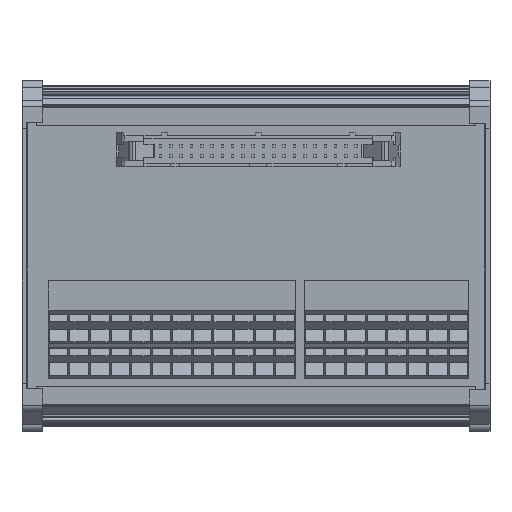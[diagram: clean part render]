
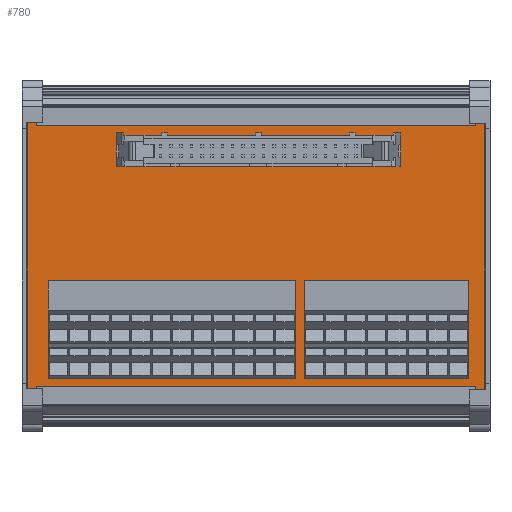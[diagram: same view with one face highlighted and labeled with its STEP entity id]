
A CAD part, top view. The second image highlights one B-rep face of the part: STEP entity #780.
In plain terms, the highlighted planar face has unit normal (0, 0, 1).
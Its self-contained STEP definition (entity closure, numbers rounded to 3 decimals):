
#585=AXIS2_PLACEMENT_3D('Plane Axis2P3D',#582,#583,#584) ;
#536=CARTESIAN_POINT('Vertex',(93.5,73.55,36.952)) ;
#562=CARTESIAN_POINT('Vertex',(93.5,65.25,36.952)) ;
#565=CARTESIAN_POINT('Line Origine',(93.5,69.4,36.952)) ;
#582=CARTESIAN_POINT('Axis2P3D Location',(1.25,9.3,36.952)) ;
#587=CARTESIAN_POINT('Line Origine',(1.25,43.2,36.952)) ;
#591=CARTESIAN_POINT('Vertex',(1.25,77.1,36.952)) ;
#593=CARTESIAN_POINT('Vertex',(1.25,9.3,36.952)) ;
#596=CARTESIAN_POINT('Line Origine',(57.75,9.3,36.952)) ;
#600=CARTESIAN_POINT('Vertex',(114.25,9.3,36.952)) ;
#603=CARTESIAN_POINT('Line Origine',(114.25,43.2,36.952)) ;
#607=CARTESIAN_POINT('Vertex',(114.25,77.1,36.952)) ;
#610=CARTESIAN_POINT('Line Origine',(57.75,77.1,36.952)) ;
#621=CARTESIAN_POINT('Line Origine',(24.065,73.55,36.952)) ;
#625=CARTESIAN_POINT('Vertex',(23.2,73.55,36.952)) ;
#627=CARTESIAN_POINT('Vertex',(24.93,73.55,36.952)) ;
#630=CARTESIAN_POINT('Line Origine',(24.93,73.25,36.952)) ;
#634=CARTESIAN_POINT('Vertex',(24.93,72.95,36.952)) ;
#637=CARTESIAN_POINT('Line Origine',(26.265,72.95,36.952)) ;
#641=CARTESIAN_POINT('Vertex',(27.6,72.95,36.952)) ;
#644=CARTESIAN_POINT('Line Origine',(27.6,69.1,36.952)) ;
#648=CARTESIAN_POINT('Vertex',(27.6,65.25,36.952)) ;
#651=CARTESIAN_POINT('Line Origine',(25.4,65.25,36.952)) ;
#655=CARTESIAN_POINT('Vertex',(23.2,65.25,36.952)) ;
#658=CARTESIAN_POINT('Line Origine',(23.2,69.4,36.952)) ;
#671=CARTESIAN_POINT('Line Origine',(90.435,72.95,36.952)) ;
#675=CARTESIAN_POINT('Vertex',(89.1,72.95,36.952)) ;
#677=CARTESIAN_POINT('Vertex',(91.77,72.95,36.952)) ;
#680=CARTESIAN_POINT('Line Origine',(91.77,73.25,36.952)) ;
#684=CARTESIAN_POINT('Vertex',(91.77,73.55,36.952)) ;
#687=CARTESIAN_POINT('Line Origine',(92.635,73.55,36.952)) ;
#692=CARTESIAN_POINT('Line Origine',(91.3,65.25,36.952)) ;
#696=CARTESIAN_POINT('Vertex',(89.1,65.25,36.952)) ;
#699=CARTESIAN_POINT('Line Origine',(89.1,69.1,36.952)) ;
#712=CARTESIAN_POINT('Line Origine',(67.45,25.77,36.952)) ;
#716=CARTESIAN_POINT('Vertex',(67.45,37.07,36.952)) ;
#718=CARTESIAN_POINT('Vertex',(67.45,14.47,36.952)) ;
#721=CARTESIAN_POINT('Line Origine',(36.97,14.47,36.952)) ;
#725=CARTESIAN_POINT('Vertex',(6.49,14.47,36.952)) ;
#728=CARTESIAN_POINT('Line Origine',(6.49,25.77,36.952)) ;
#732=CARTESIAN_POINT('Vertex',(6.49,37.07,36.952)) ;
#735=CARTESIAN_POINT('Line Origine',(36.97,37.07,36.952)) ;
#746=CARTESIAN_POINT('Line Origine',(89.99,37.07,36.952)) ;
#750=CARTESIAN_POINT('Vertex',(110.31,37.07,36.952)) ;
#752=CARTESIAN_POINT('Vertex',(69.67,37.07,36.952)) ;
#755=CARTESIAN_POINT('Line Origine',(110.31,25.77,36.952)) ;
#759=CARTESIAN_POINT('Vertex',(110.31,14.47,36.952)) ;
#762=CARTESIAN_POINT('Line Origine',(89.99,14.47,36.952)) ;
#766=CARTESIAN_POINT('Vertex',(69.67,14.47,36.952)) ;
#769=CARTESIAN_POINT('Line Origine',(69.67,25.77,36.952)) ;
#566=DIRECTION('Vector Direction',(0.,-1.,0.)) ;
#583=DIRECTION('Axis2P3D Direction',(0.,0.,-1.)) ;
#584=DIRECTION('Axis2P3D XDirection',(0.,1.,0.)) ;
#588=DIRECTION('Vector Direction',(0.,-1.,0.)) ;
#597=DIRECTION('Vector Direction',(1.,0.,0.)) ;
#604=DIRECTION('Vector Direction',(0.,1.,0.)) ;
#611=DIRECTION('Vector Direction',(-1.,0.,0.)) ;
#622=DIRECTION('Vector Direction',(1.,0.,0.)) ;
#631=DIRECTION('Vector Direction',(0.,1.,0.)) ;
#638=DIRECTION('Vector Direction',(-1.,0.,0.)) ;
#645=DIRECTION('Vector Direction',(0.,-1.,0.)) ;
#652=DIRECTION('Vector Direction',(-1.,0.,0.)) ;
#659=DIRECTION('Vector Direction',(0.,-1.,0.)) ;
#672=DIRECTION('Vector Direction',(1.,0.,0.)) ;
#681=DIRECTION('Vector Direction',(0.,-1.,0.)) ;
#688=DIRECTION('Vector Direction',(-1.,0.,0.)) ;
#693=DIRECTION('Vector Direction',(-1.,0.,0.)) ;
#700=DIRECTION('Vector Direction',(0.,1.,0.)) ;
#713=DIRECTION('Vector Direction',(0.,-1.,0.)) ;
#722=DIRECTION('Vector Direction',(-1.,0.,0.)) ;
#729=DIRECTION('Vector Direction',(0.,-1.,0.)) ;
#736=DIRECTION('Vector Direction',(-1.,0.,0.)) ;
#747=DIRECTION('Vector Direction',(-1.,0.,0.)) ;
#756=DIRECTION('Vector Direction',(0.,-1.,0.)) ;
#763=DIRECTION('Vector Direction',(-1.,0.,0.)) ;
#770=DIRECTION('Vector Direction',(0.,-1.,0.)) ;
#567=VECTOR('Line Direction',#566,1.) ;
#589=VECTOR('Line Direction',#588,1.) ;
#598=VECTOR('Line Direction',#597,1.) ;
#605=VECTOR('Line Direction',#604,1.) ;
#612=VECTOR('Line Direction',#611,1.) ;
#623=VECTOR('Line Direction',#622,1.) ;
#632=VECTOR('Line Direction',#631,1.) ;
#639=VECTOR('Line Direction',#638,1.) ;
#646=VECTOR('Line Direction',#645,1.) ;
#653=VECTOR('Line Direction',#652,1.) ;
#660=VECTOR('Line Direction',#659,1.) ;
#673=VECTOR('Line Direction',#672,1.) ;
#682=VECTOR('Line Direction',#681,1.) ;
#689=VECTOR('Line Direction',#688,1.) ;
#694=VECTOR('Line Direction',#693,1.) ;
#701=VECTOR('Line Direction',#700,1.) ;
#714=VECTOR('Line Direction',#713,1.) ;
#723=VECTOR('Line Direction',#722,1.) ;
#730=VECTOR('Line Direction',#729,1.) ;
#737=VECTOR('Line Direction',#736,1.) ;
#748=VECTOR('Line Direction',#747,1.) ;
#757=VECTOR('Line Direction',#756,1.) ;
#764=VECTOR('Line Direction',#763,1.) ;
#771=VECTOR('Line Direction',#770,1.) ;
#616=ORIENTED_EDGE('',*,*,#595,.T.) ;
#617=ORIENTED_EDGE('',*,*,#602,.T.) ;
#618=ORIENTED_EDGE('',*,*,#609,.T.) ;
#619=ORIENTED_EDGE('',*,*,#614,.T.) ;
#664=ORIENTED_EDGE('',*,*,#629,.T.) ;
#665=ORIENTED_EDGE('',*,*,#636,.F.) ;
#666=ORIENTED_EDGE('',*,*,#643,.F.) ;
#667=ORIENTED_EDGE('',*,*,#650,.T.) ;
#668=ORIENTED_EDGE('',*,*,#657,.T.) ;
#669=ORIENTED_EDGE('',*,*,#662,.F.) ;
#705=ORIENTED_EDGE('',*,*,#679,.T.) ;
#706=ORIENTED_EDGE('',*,*,#686,.F.) ;
#707=ORIENTED_EDGE('',*,*,#691,.F.) ;
#708=ORIENTED_EDGE('',*,*,#569,.T.) ;
#709=ORIENTED_EDGE('',*,*,#698,.T.) ;
#710=ORIENTED_EDGE('',*,*,#703,.T.) ;
#741=ORIENTED_EDGE('',*,*,#720,.T.) ;
#742=ORIENTED_EDGE('',*,*,#727,.T.) ;
#743=ORIENTED_EDGE('',*,*,#734,.F.) ;
#744=ORIENTED_EDGE('',*,*,#739,.F.) ;
#775=ORIENTED_EDGE('',*,*,#754,.F.) ;
#776=ORIENTED_EDGE('',*,*,#761,.T.) ;
#777=ORIENTED_EDGE('',*,*,#768,.T.) ;
#778=ORIENTED_EDGE('',*,*,#773,.F.) ;
#670=FACE_BOUND('',#663,.T.) ;
#711=FACE_BOUND('',#704,.T.) ;
#745=FACE_BOUND('',#740,.T.) ;
#779=FACE_BOUND('',#774,.T.) ;
#780=ADVANCED_FACE('NONE',(#620,#670,#711,#745,#779),#586,.F.) ;
#569=EDGE_CURVE('',#537,#563,#568,.T.) ;
#595=EDGE_CURVE('',#592,#594,#590,.T.) ;
#602=EDGE_CURVE('',#594,#601,#599,.T.) ;
#609=EDGE_CURVE('',#601,#608,#606,.T.) ;
#614=EDGE_CURVE('',#608,#592,#613,.T.) ;
#629=EDGE_CURVE('',#626,#628,#624,.T.) ;
#636=EDGE_CURVE('',#635,#628,#633,.T.) ;
#643=EDGE_CURVE('',#642,#635,#640,.T.) ;
#650=EDGE_CURVE('',#642,#649,#647,.T.) ;
#657=EDGE_CURVE('',#649,#656,#654,.T.) ;
#662=EDGE_CURVE('',#626,#656,#661,.T.) ;
#679=EDGE_CURVE('',#676,#678,#674,.T.) ;
#686=EDGE_CURVE('',#685,#678,#683,.T.) ;
#691=EDGE_CURVE('',#537,#685,#690,.T.) ;
#698=EDGE_CURVE('',#563,#697,#695,.T.) ;
#703=EDGE_CURVE('',#697,#676,#702,.T.) ;
#720=EDGE_CURVE('',#717,#719,#715,.T.) ;
#727=EDGE_CURVE('',#719,#726,#724,.T.) ;
#734=EDGE_CURVE('',#733,#726,#731,.T.) ;
#739=EDGE_CURVE('',#717,#733,#738,.T.) ;
#754=EDGE_CURVE('',#751,#753,#749,.T.) ;
#761=EDGE_CURVE('',#751,#760,#758,.T.) ;
#768=EDGE_CURVE('',#760,#767,#765,.T.) ;
#773=EDGE_CURVE('',#753,#767,#772,.T.) ;
#615=EDGE_LOOP('',(#616,#617,#618,#619)) ;
#663=EDGE_LOOP('',(#664,#665,#666,#667,#668,#669)) ;
#704=EDGE_LOOP('',(#705,#706,#707,#708,#709,#710)) ;
#740=EDGE_LOOP('',(#741,#742,#743,#744)) ;
#774=EDGE_LOOP('',(#775,#776,#777,#778)) ;
#620=FACE_OUTER_BOUND('',#615,.T.) ;
#568=LINE('Line',#565,#567) ;
#590=LINE('Line',#587,#589) ;
#599=LINE('Line',#596,#598) ;
#606=LINE('Line',#603,#605) ;
#613=LINE('Line',#610,#612) ;
#624=LINE('Line',#621,#623) ;
#633=LINE('Line',#630,#632) ;
#640=LINE('Line',#637,#639) ;
#647=LINE('Line',#644,#646) ;
#654=LINE('Line',#651,#653) ;
#661=LINE('Line',#658,#660) ;
#674=LINE('Line',#671,#673) ;
#683=LINE('Line',#680,#682) ;
#690=LINE('Line',#687,#689) ;
#695=LINE('Line',#692,#694) ;
#702=LINE('Line',#699,#701) ;
#715=LINE('Line',#712,#714) ;
#724=LINE('Line',#721,#723) ;
#731=LINE('Line',#728,#730) ;
#738=LINE('Line',#735,#737) ;
#749=LINE('Line',#746,#748) ;
#758=LINE('Line',#755,#757) ;
#765=LINE('Line',#762,#764) ;
#772=LINE('Line',#769,#771) ;
#586=PLANE('',#585) ;
#537=VERTEX_POINT('',#536) ;
#563=VERTEX_POINT('',#562) ;
#592=VERTEX_POINT('',#591) ;
#594=VERTEX_POINT('',#593) ;
#601=VERTEX_POINT('',#600) ;
#608=VERTEX_POINT('',#607) ;
#626=VERTEX_POINT('',#625) ;
#628=VERTEX_POINT('',#627) ;
#635=VERTEX_POINT('',#634) ;
#642=VERTEX_POINT('',#641) ;
#649=VERTEX_POINT('',#648) ;
#656=VERTEX_POINT('',#655) ;
#676=VERTEX_POINT('',#675) ;
#678=VERTEX_POINT('',#677) ;
#685=VERTEX_POINT('',#684) ;
#697=VERTEX_POINT('',#696) ;
#717=VERTEX_POINT('',#716) ;
#719=VERTEX_POINT('',#718) ;
#726=VERTEX_POINT('',#725) ;
#733=VERTEX_POINT('',#732) ;
#751=VERTEX_POINT('',#750) ;
#753=VERTEX_POINT('',#752) ;
#760=VERTEX_POINT('',#759) ;
#767=VERTEX_POINT('',#766) ;
